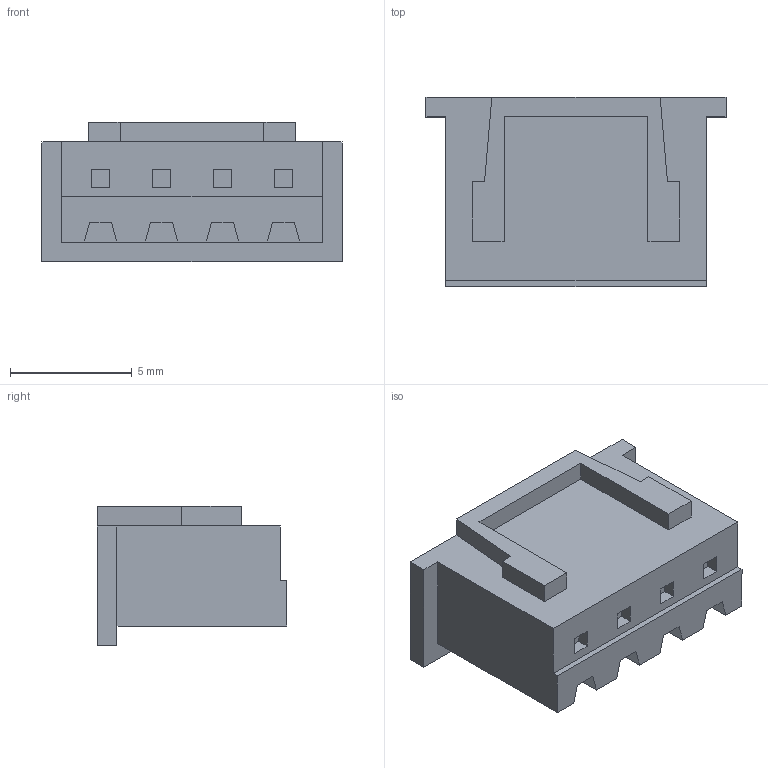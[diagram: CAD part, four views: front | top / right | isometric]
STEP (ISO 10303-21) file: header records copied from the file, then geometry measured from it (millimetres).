
FILE_DESCRIPTION (( 'STEP AP214' ), '1' );
FILE_NAME ('XHP-4.STEP', '2016-04-01T05:11:47', ( '' ), ( '' ), 'SwSTEP 2.0', 'SolidWorks 2009', '' );
FILE_SCHEMA (( 'AUTOMOTIVE_DESIGN' ));
Length unit declared in the file: millimetre
Products named in the file (1): XHP-4
Bounding box: 12.3 x 7.75 x 5.7 mm (x, y, z)
Volume: 337.7 mm3; surface area: 423.1 mm2
Topology: 1 solids, 1 shells, 96 faces, 258 edges, 172 vertices
Faces by surface type: plane 96
Entity records: 2965 total; most frequent: CARTESIAN_POINT 527, ORIENTED_EDGE 516, DIRECTION 452, EDGE_CURVE 258, LINE 258, VECTOR 258, VERTEX_POINT 172, EDGE_LOOP 104
